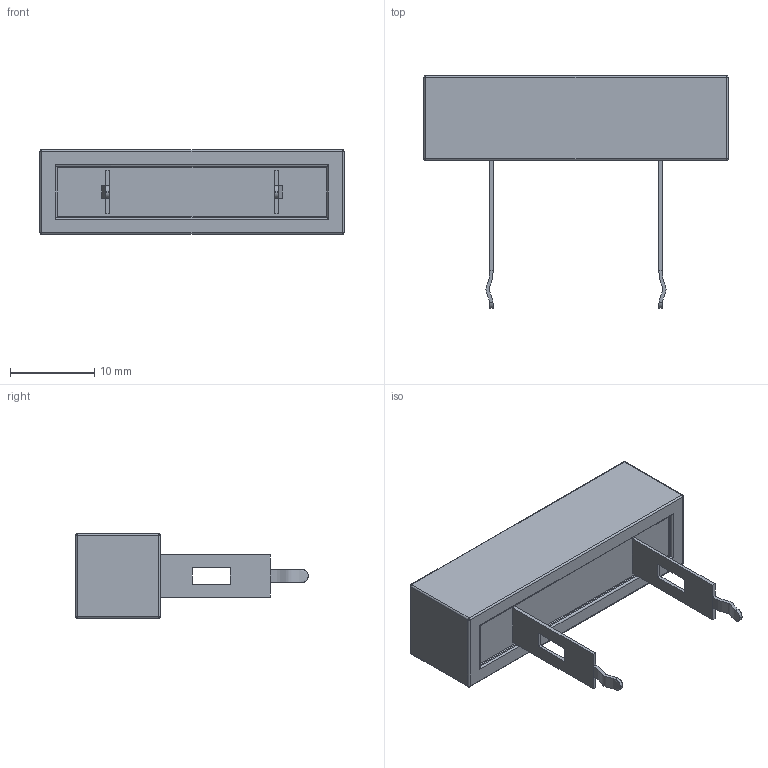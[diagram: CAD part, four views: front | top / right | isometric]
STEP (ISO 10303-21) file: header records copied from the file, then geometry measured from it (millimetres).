
FILE_DESCRIPTION (( 'STEP AP214' ), '1' );
FILE_NAME ('RES_SQZH_7W_20mm-A_0R_J(5%).STEP', '2022-06-21T16:43:22', ( '' ), ( '' ), 'SwSTEP 2.0', 'SolidWorks 2020', '' );
FILE_SCHEMA (( 'AUTOMOTIVE_DESIGN' ));
Length unit declared in the file: millimetre
Products named in the file (1): RES_SQZH_7W_20mm-A_0R_J(5%)
Bounding box: 36 x 27.5 x 10 mm (x, y, z)
Volume: 3553.9 mm3; surface area: 1951.7 mm2
Topology: 1 solids, 1 shells, 273 faces, 715 edges, 458 vertices
Faces by surface type: bspline 153, plane 88, cylinder 24, sphere 8
Entity records: 17929 total; most frequent: CARTESIAN_POINT 9760, ORIENTED_EDGE 1414, EDGE_CURVE 707, DIRECTION 651, VERTEX_POINT 458, LINE 361, VECTOR 361, B_SPLINE_CURVE_WITH_KNOTS 314
